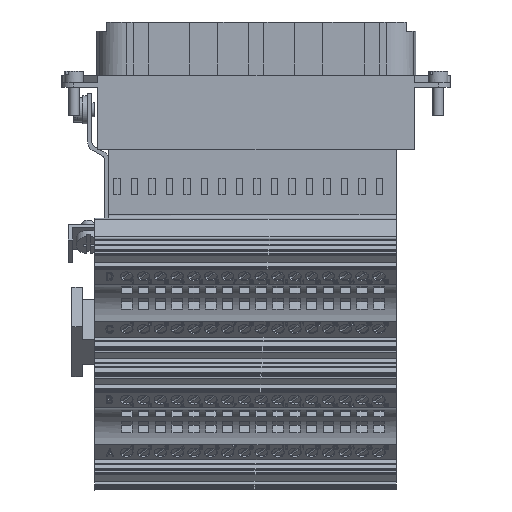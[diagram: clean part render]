
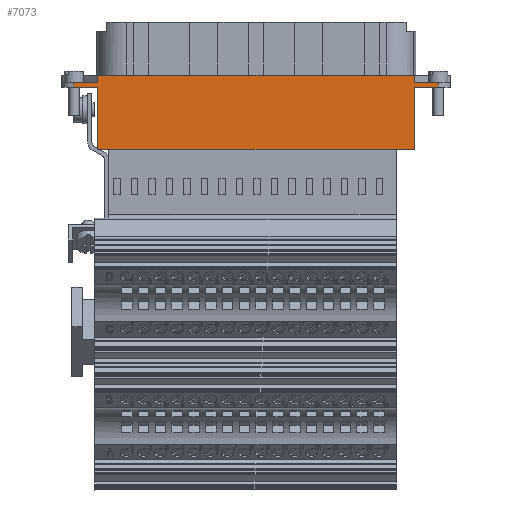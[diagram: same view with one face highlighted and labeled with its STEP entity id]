
A CAD part, top view. The second image highlights one B-rep face of the part: STEP entity #7073.
In plain terms, the highlighted planar face has unit normal (0, 0, 1).
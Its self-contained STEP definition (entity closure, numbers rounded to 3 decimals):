
#2696=B_SPLINE_CURVE_WITH_KNOTS('',3,(#106559,#106560,#106561,#106562),
 .UNSPECIFIED.,.F.,.F.,(4,4),(0.,1.),.UNSPECIFIED.);
#2698=B_SPLINE_CURVE_WITH_KNOTS('',3,(#106571,#106572,#106573,#106574),
 .UNSPECIFIED.,.F.,.F.,(4,4),(0.,1.),.UNSPECIFIED.);
#2699=B_SPLINE_CURVE_WITH_KNOTS('',3,(#106584,#106585,#106586,#106587),
 .UNSPECIFIED.,.F.,.F.,(4,4),(0.,1.),.UNSPECIFIED.);
#2700=B_SPLINE_CURVE_WITH_KNOTS('',3,(#106591,#106592,#106593,#106594),
 .UNSPECIFIED.,.F.,.F.,(4,4),(0.,1.),.UNSPECIFIED.);
#2701=B_SPLINE_CURVE_WITH_KNOTS('',3,(#106598,#106599,#106600,#106601),
 .UNSPECIFIED.,.F.,.F.,(4,4),(0.,1.),.UNSPECIFIED.);
#2703=B_SPLINE_CURVE_WITH_KNOTS('',3,(#106608,#106609,#106610,#106611),
 .UNSPECIFIED.,.F.,.F.,(4,4),(0.,1.),.UNSPECIFIED.);
#7073=ADVANCED_FACE('',(#13081),#9816,.T.);
#9816=PLANE('',#66389);
#13081=FACE_OUTER_BOUND('',#16802,.T.);
#16802=EDGE_LOOP('',(#32772,#32773,#32774,#32775,#32776,#32777,#32778,#32779,
#32780,#32781,#32782,#32783));
#32772=ORIENTED_EDGE('',*,*,#48260,.F.);
#32773=ORIENTED_EDGE('',*,*,#48258,.F.);
#32774=ORIENTED_EDGE('',*,*,#48256,.T.);
#32775=ORIENTED_EDGE('',*,*,#48281,.F.);
#32776=ORIENTED_EDGE('',*,*,#49102,.F.);
#32777=ORIENTED_EDGE('',*,*,#49103,.F.);
#32778=ORIENTED_EDGE('',*,*,#49104,.T.);
#32779=ORIENTED_EDGE('',*,*,#48274,.F.);
#32780=ORIENTED_EDGE('',*,*,#48253,.T.);
#32781=ORIENTED_EDGE('',*,*,#48251,.F.);
#32782=ORIENTED_EDGE('',*,*,#48248,.T.);
#32783=ORIENTED_EDGE('',*,*,#48262,.F.);
#39882=VERTEX_POINT('',#106563);
#39883=VERTEX_POINT('',#106564);
#39884=VERTEX_POINT('',#106575);
#39885=VERTEX_POINT('',#106579);
#39886=VERTEX_POINT('',#106583);
#39887=VERTEX_POINT('',#106588);
#39888=VERTEX_POINT('',#106595);
#39889=VERTEX_POINT('',#106602);
#39897=VERTEX_POINT('',#106650);
#39900=VERTEX_POINT('',#106673);
#40542=VERTEX_POINT('',#108411);
#40543=VERTEX_POINT('',#108413);
#48248=EDGE_CURVE('',#39882,#39883,#2696,.T.);
#48251=EDGE_CURVE('',#39882,#39884,#2698,.T.);
#48253=EDGE_CURVE('',#39885,#39884,#54805,.T.);
#48256=EDGE_CURVE('',#39887,#39886,#2699,.T.);
#48258=EDGE_CURVE('',#39887,#39888,#2700,.T.);
#48260=EDGE_CURVE('',#39888,#39889,#2701,.T.);
#48262=EDGE_CURVE('',#39889,#39883,#2703,.T.);
#48274=EDGE_CURVE('',#39885,#39897,#54810,.T.);
#48281=EDGE_CURVE('',#39900,#39886,#54813,.T.);
#49102=EDGE_CURVE('',#40542,#39900,#55530,.T.);
#49103=EDGE_CURVE('',#40543,#40542,#55531,.T.);
#49104=EDGE_CURVE('',#40543,#39897,#55532,.T.);
#54805=LINE('',#106578,#61157);
#54810=LINE('',#106649,#61162);
#54813=LINE('',#106672,#61165);
#55530=LINE('',#108410,#61882);
#55531=LINE('',#108412,#61883);
#55532=LINE('',#108414,#61884);
#61157=VECTOR('',#79122,1.);
#61162=VECTOR('',#79155,1.);
#61165=VECTOR('',#79168,1.);
#61882=VECTOR('',#80515,1.);
#61883=VECTOR('',#80516,1.);
#61884=VECTOR('',#80517,1.);
#66389=AXIS2_PLACEMENT_3D('',#108415,#80518,#80519);
#79122=DIRECTION('',(0.,1.,0.));
#79155=DIRECTION('',(-1.,0.,0.));
#79168=DIRECTION('',(-1.,0.,0.));
#80515=DIRECTION('',(0.,1.,0.));
#80516=DIRECTION('',(-1.,0.,0.));
#80517=DIRECTION('',(0.,1.,0.));
#80518=DIRECTION('',(0.,0.,1.));
#80519=DIRECTION('',(-1.,0.,0.));
#106559=CARTESIAN_POINT('',(45.15,1.2,17.001));
#106560=CARTESIAN_POINT('',(45.15,1.933,17.001));
#106561=CARTESIAN_POINT('',(45.15,2.667,17.001));
#106562=CARTESIAN_POINT('',(45.15,3.4,17.001));
#106563=CARTESIAN_POINT('',(45.15,1.2,17.001));
#106564=CARTESIAN_POINT('',(45.15,3.4,17.002));
#106571=CARTESIAN_POINT('',(45.15,1.2,17.001));
#106572=CARTESIAN_POINT('',(47.433,1.2,17.001));
#106573=CARTESIAN_POINT('',(49.717,1.2,17.001));
#106574=CARTESIAN_POINT('',(52.,1.2,17.001));
#106575=CARTESIAN_POINT('',(52.,1.2,17.001));
#106578=CARTESIAN_POINT('',(52.,0.,17.001));
#106579=CARTESIAN_POINT('',(52.,0.,17.001));
#106583=CARTESIAN_POINT('',(-52.,0.,17.001));
#106584=CARTESIAN_POINT('',(-52.,1.2,17.001));
#106585=CARTESIAN_POINT('',(-52.,0.8,17.001));
#106586=CARTESIAN_POINT('',(-52.,0.4,17.001));
#106587=CARTESIAN_POINT('',(-52.,0.,17.001));
#106588=CARTESIAN_POINT('',(-52.,1.2,17.001));
#106591=CARTESIAN_POINT('',(-52.,1.2,17.001));
#106592=CARTESIAN_POINT('',(-49.717,1.2,17.001));
#106593=CARTESIAN_POINT('',(-47.433,1.2,17.001));
#106594=CARTESIAN_POINT('',(-45.15,1.2,17.001));
#106595=CARTESIAN_POINT('',(-45.15,1.2,17.001));
#106598=CARTESIAN_POINT('',(-45.15,1.2,17.001));
#106599=CARTESIAN_POINT('',(-45.15,1.933,17.001));
#106600=CARTESIAN_POINT('',(-45.15,2.667,17.001));
#106601=CARTESIAN_POINT('',(-45.15,3.4,17.001));
#106602=CARTESIAN_POINT('',(-45.15,3.4,17.001));
#106608=CARTESIAN_POINT('',(-45.15,3.4,17.001));
#106609=CARTESIAN_POINT('',(-15.05,3.4,17.001));
#106610=CARTESIAN_POINT('',(15.05,3.4,17.001));
#106611=CARTESIAN_POINT('',(45.15,3.4,17.002));
#106649=CARTESIAN_POINT('',(52.,0.,17.001));
#106650=CARTESIAN_POINT('',(45.15,0.,17.001));
#106672=CARTESIAN_POINT('',(-45.15,0.,17.001));
#106673=CARTESIAN_POINT('',(-45.15,0.,17.001));
#108410=CARTESIAN_POINT('',(-45.15,-17.9,17.001));
#108411=CARTESIAN_POINT('',(-45.15,-17.9,17.001));
#108412=CARTESIAN_POINT('',(45.15,-17.9,17.001));
#108413=CARTESIAN_POINT('',(45.15,-17.9,17.001));
#108414=CARTESIAN_POINT('',(45.15,-17.9,17.001));
#108415=CARTESIAN_POINT('',(0.,-7.25,17.001));
